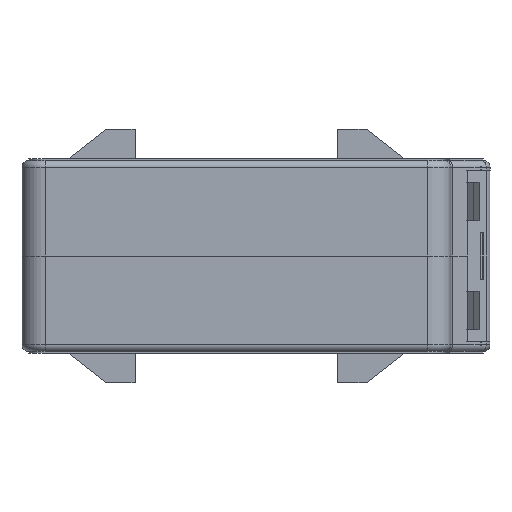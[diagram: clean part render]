
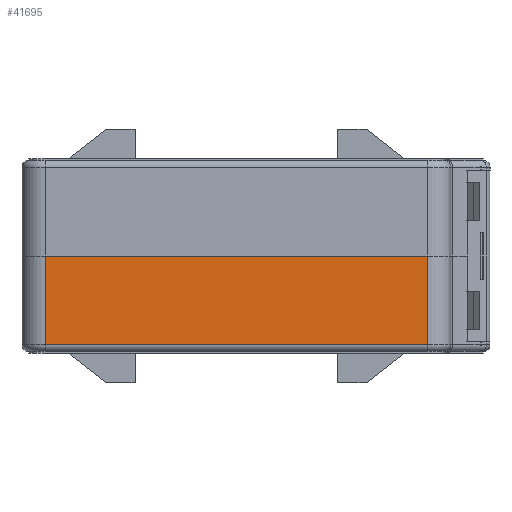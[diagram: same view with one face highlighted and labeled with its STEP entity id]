
A CAD part, front view. The second image highlights one B-rep face of the part: STEP entity #41695.
In plain terms, the highlighted planar face has unit normal (0, -1, 0).
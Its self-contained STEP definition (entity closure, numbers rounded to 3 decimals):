
#805 = LINE ( 'NONE', #44799, #12300 ) ;
#1223 = ORIENTED_EDGE ( 'NONE', *, *, #2829, .T. ) ;
#2687 = DIRECTION ( 'NONE',  ( 0., 0., -1. ) ) ;
#2829 = EDGE_CURVE ( 'NONE', #38640, #11576, #30291, .T. ) ;
#3361 = CARTESIAN_POINT ( 'NONE',  ( 0., -108.5, 28.7 ) ) ;
#3866 = VERTEX_POINT ( 'NONE', #44112 ) ;
#4696 = VERTEX_POINT ( 'NONE', #34881 ) ;
#5852 = FACE_OUTER_BOUND ( 'NONE', #19637, .T. ) ;
#5920 = DIRECTION ( 'NONE',  ( 0., 0., -1. ) ) ;
#6067 = DIRECTION ( 'NONE',  ( 1., 0., 0. ) ) ;
#6186 = CARTESIAN_POINT ( 'NONE',  ( 57.5, -108.5, 2.2 ) ) ;
#7194 = ORIENTED_EDGE ( 'NONE', *, *, #23033, .F. ) ;
#8019 = CARTESIAN_POINT ( 'NONE',  ( 0., -108.5, 2.2 ) ) ;
#9342 = DIRECTION ( 'NONE',  ( 0., 0., 1. ) ) ;
#9682 = LINE ( 'NONE', #6186, #24013 ) ;
#9798 = CARTESIAN_POINT ( 'NONE',  ( 0., -108.5, 2. ) ) ;
#11576 = VERTEX_POINT ( 'NONE', #35843 ) ;
#12300 = VECTOR ( 'NONE', #5920, 1000. ) ;
#12507 = VECTOR ( 'NONE', #42493, 1000. ) ;
#16093 = DIRECTION ( 'NONE',  ( 0., 1., 0. ) ) ;
#17325 = EDGE_CURVE ( 'NONE', #4696, #3866, #28050, .T. ) ;
#19637 = EDGE_LOOP ( 'NONE', ( #37778, #1223, #7194, #44004 ) ) ;
#23033 = EDGE_CURVE ( 'NONE', #3866, #11576, #9682, .T. ) ;
#24013 = VECTOR ( 'NONE', #2687, 1000. ) ;
#28050 = LINE ( 'NONE', #3361, #12507 ) ;
#30291 = LINE ( 'NONE', #9798, #40233 ) ;
#33117 = EDGE_CURVE ( 'NONE', #4696, #38640, #805, .T. ) ;
#34617 = AXIS2_PLACEMENT_3D ( 'NONE', #8019, #16093, #9342 ) ;
#34866 = CARTESIAN_POINT ( 'NONE',  ( -57.5, -108.5, 2. ) ) ;
#34881 = CARTESIAN_POINT ( 'NONE',  ( -57.5, -108.5, 28.7 ) ) ;
#35843 = CARTESIAN_POINT ( 'NONE',  ( 57.5, -108.5, 2. ) ) ;
#37778 = ORIENTED_EDGE ( 'NONE', *, *, #33117, .T. ) ;
#38640 = VERTEX_POINT ( 'NONE', #34866 ) ;
#40233 = VECTOR ( 'NONE', #6067, 1000. ) ;
#40804 = PLANE ( 'NONE',  #34617 ) ;
#41695 = ADVANCED_FACE ( 'NONE', ( #5852 ), #40804, .F. ) ;
#42493 = DIRECTION ( 'NONE',  ( 1., 0., 0. ) ) ;
#44004 = ORIENTED_EDGE ( 'NONE', *, *, #17325, .F. ) ;
#44112 = CARTESIAN_POINT ( 'NONE',  ( 57.5, -108.5, 28.7 ) ) ;
#44799 = CARTESIAN_POINT ( 'NONE',  ( -57.5, -108.5, 2.2 ) ) ;
